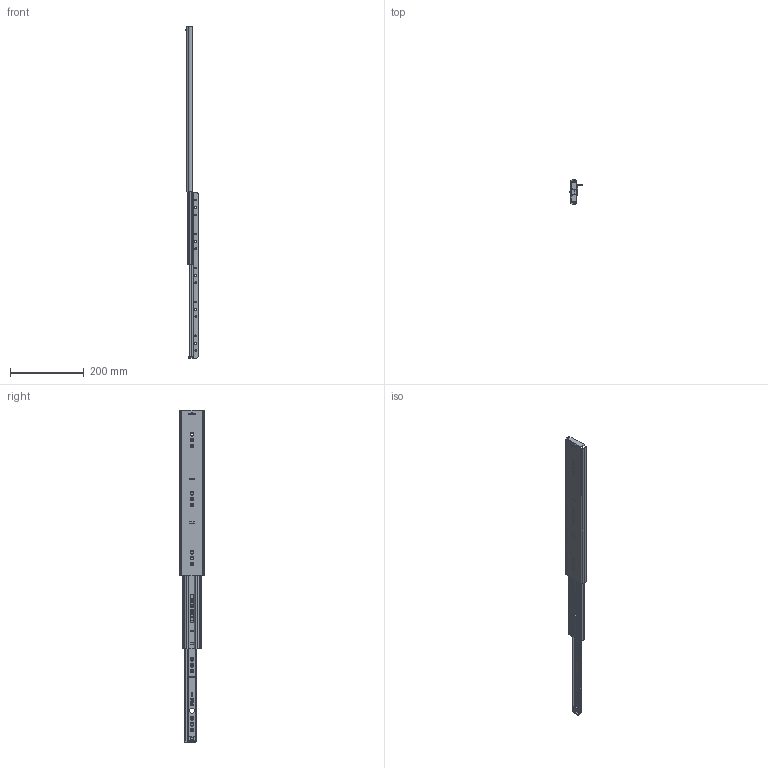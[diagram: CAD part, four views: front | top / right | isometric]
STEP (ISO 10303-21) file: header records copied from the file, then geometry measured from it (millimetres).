
FILE_DESCRIPTION(/* description */ ('Vollauszug Serie 070 450x450 Rechts'),/* implementation_level */ '2;1');
FILE_NAME(/* name */ '07000076004.stp',/* time_stamp */ '2020-07-22T16:56:03+02:00',/* author */ ('Philipp Joos'),/* organization */ (''),/* preprocessor_version */ 'ST-DEVELOPER v18',/* originating_system */ 'Autodesk Inventor 2020',/* authorisation */ '');
FILE_SCHEMA (('AUTOMOTIVE_DESIGN { 1 0 10303 214 3 1 1 }'));
Products named in the file (1): 07000076004
Bounding box: 32.58 x 69.3 x 900 mm (x, y, z)
Volume: 267579.5 mm3; surface area: 316554.1 mm2
Topology: 79 solids, 79 shells, 3354 faces, 9913 edges, 6540 vertices
Faces by surface type: plane 1541, cylinder 1389, sphere 163, cone 131, torus 97, bspline 33
Full cylindrical faces by diameter (mm): 2 x3, 3.5 x2, 4 x1, 4.5 x5, 4.7 x15, 5 x2, 5.1 x2, 5.9 x2, 6 x2, 6.2 x3, 6.5 x8, 7.8 x8, 8 x2, 8.2 x1, 9 x4, 9.6 x4, 14 x3
Entity records: 119729 total; most frequent: CARTESIAN_POINT 25178, ORIENTED_EDGE 19540, DIRECTION 19160, EDGE_CURVE 9770, AXIS2_PLACEMENT_3D 6843, VERTEX_POINT 6540, LINE 5474, VECTOR 5474
